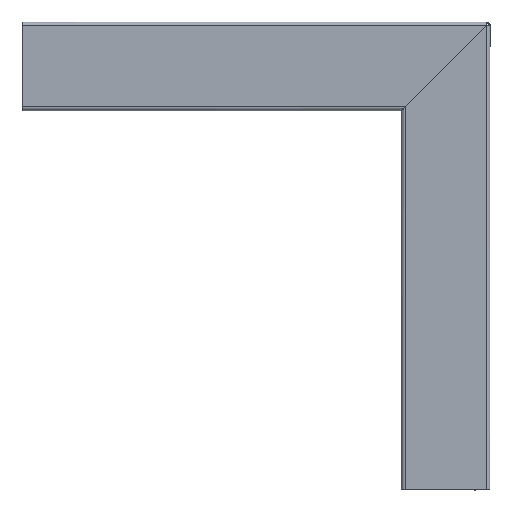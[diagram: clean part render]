
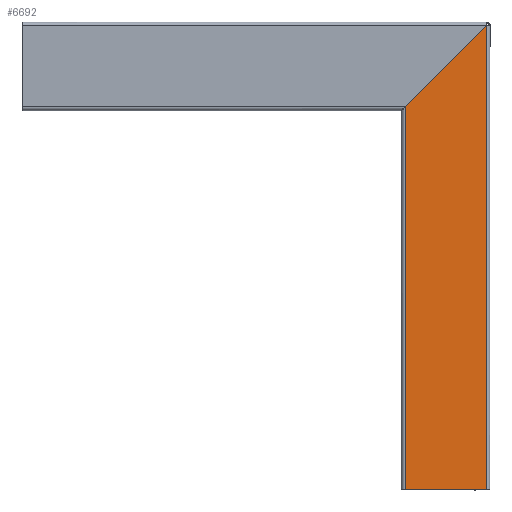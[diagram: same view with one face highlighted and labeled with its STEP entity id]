
A CAD part, front view. The second image highlights one B-rep face of the part: STEP entity #6692.
In plain terms, the highlighted planar face has unit normal (0, -1, 0).
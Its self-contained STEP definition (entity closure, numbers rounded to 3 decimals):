
#222 = AXIS2_PLACEMENT_3D ( 'NONE', #1437, #10502, #4470 ) ;
#725 = CARTESIAN_POINT ( 'NONE',  ( 67., -85., -2.024 ) ) ;
#1437 = CARTESIAN_POINT ( 'NONE',  ( 3., -85., 368.5 ) ) ;
#1605 = CARTESIAN_POINT ( 'NONE',  ( 67., -85., 368.5 ) ) ;
#1854 = LINE ( 'NONE', #8853, #4907 ) ;
#2377 = CARTESIAN_POINT ( 'NONE',  ( 220.262, -85., 151.238 ) ) ;
#2409 = EDGE_LOOP ( 'NONE', ( #11976, #3176, #10990, #11368 ) ) ;
#2584 = LINE ( 'NONE', #1605, #3204 ) ;
#2994 = LINE ( 'NONE', #2377, #3954 ) ;
#3176 = ORIENTED_EDGE ( 'NONE', *, *, #11582, .T. ) ;
#3204 = VECTOR ( 'NONE', #9660, 1000. ) ;
#3662 = VECTOR ( 'NONE', #4737, 1000. ) ;
#3954 = VECTOR ( 'NONE', #9436, 1000. ) ;
#4116 = LINE ( 'NONE', #9739, #3662 ) ;
#4470 = DIRECTION ( 'NONE',  ( 1., 0., 0. ) ) ;
#4737 = DIRECTION ( 'NONE',  ( -1., 0., 0. ) ) ;
#4907 = VECTOR ( 'NONE', #9829, 1000. ) ;
#5022 = EDGE_CURVE ( 'NONE', #7221, #12149, #2994, .T. ) ;
#5458 = CARTESIAN_POINT ( 'NONE',  ( 67., -85., -368.5 ) ) ;
#6022 = FACE_OUTER_BOUND ( 'NONE', #2409, .T. ) ;
#6526 = VERTEX_POINT ( 'NONE', #6986 ) ;
#6692 = ADVANCED_FACE ( 'NONE', ( #6022 ), #10455, .T. ) ;
#6862 = EDGE_CURVE ( 'NONE', #8044, #6526, #4116, .T. ) ;
#6986 = CARTESIAN_POINT ( 'NONE',  ( 3., -85., -368.5 ) ) ;
#7221 = VERTEX_POINT ( 'NONE', #8277 ) ;
#8044 = VERTEX_POINT ( 'NONE', #5458 ) ;
#8277 = CARTESIAN_POINT ( 'NONE',  ( 3., -85., -66.024 ) ) ;
#8853 = CARTESIAN_POINT ( 'NONE',  ( 3., -85., 368.5 ) ) ;
#9428 = EDGE_CURVE ( 'NONE', #12149, #8044, #2584, .T. ) ;
#9436 = DIRECTION ( 'NONE',  ( 0.707, 0., 0.707 ) ) ;
#9660 = DIRECTION ( 'NONE',  ( 0., 0., -1. ) ) ;
#9739 = CARTESIAN_POINT ( 'NONE',  ( 3., -85., -368.5 ) ) ;
#9829 = DIRECTION ( 'NONE',  ( 0., 0., -1. ) ) ;
#10455 = PLANE ( 'NONE',  #222 ) ;
#10502 = DIRECTION ( 'NONE',  ( 0., -1., 0. ) ) ;
#10990 = ORIENTED_EDGE ( 'NONE', *, *, #6862, .F. ) ;
#11368 = ORIENTED_EDGE ( 'NONE', *, *, #9428, .F. ) ;
#11582 = EDGE_CURVE ( 'NONE', #7221, #6526, #1854, .T. ) ;
#11976 = ORIENTED_EDGE ( 'NONE', *, *, #5022, .F. ) ;
#12149 = VERTEX_POINT ( 'NONE', #725 ) ;
